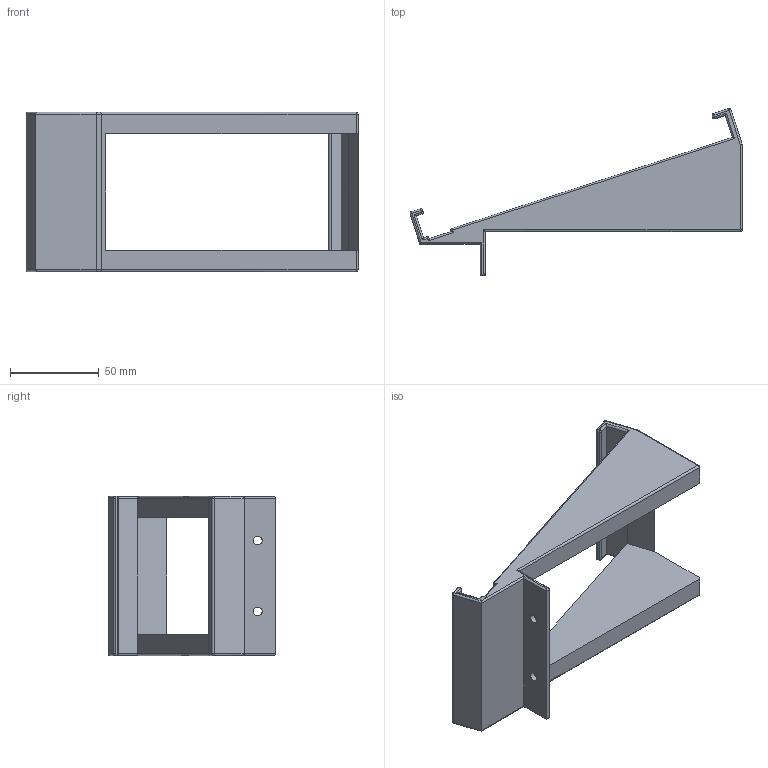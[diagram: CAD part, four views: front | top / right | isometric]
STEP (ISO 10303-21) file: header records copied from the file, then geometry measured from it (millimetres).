
FILE_DESCRIPTION(/* description */ ('Alibre Inc.'),/* implementation_level */ '2;1');
FILE_NAME(/* name */ 'export-261347DB-DBFB-418A-9290-983C2430AE9D',/* time_stamp */ '2024-07-23T22:01:24-04:00',/* author */ (''),/* organization */ (''),/* preprocessor_version */ 'ST-DEVELOPER v17',/* originating_system */ 'Alibre',/* authorisation */ '');
FILE_SCHEMA (('CONFIG_CONTROL_DESIGN'));
Length unit declared in the file: centimetre
Bounding box: 187.42 x 94.19 x 90 mm (x, y, z)
Volume: 158008.2 mm3; surface area: 49158.4 mm2
Topology: 1 solids, 1 shells, 97 faces, 233 edges, 120 vertices
Faces by surface type: cylinder 53, plane 28, sphere 16
Full cylindrical faces by diameter (mm): 5 x2
Entity records: 2639 total; most frequent: DIRECTION 453, ORIENTED_EDGE 426, CARTESIAN_POINT 423, EDGE_CURVE 213, AXIS2_PLACEMENT_3D 176, VECTOR 129, LINE 129, VERTEX_POINT 118
